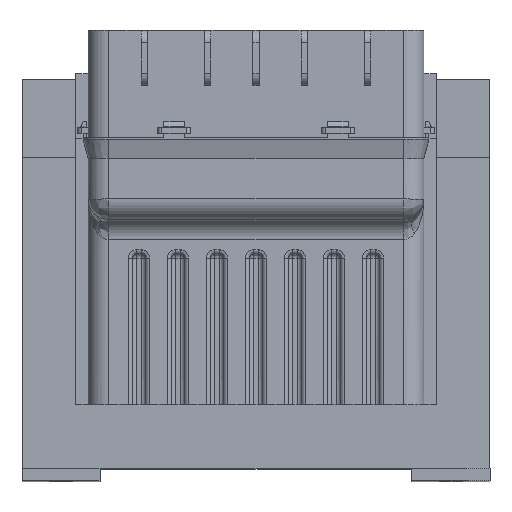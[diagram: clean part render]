
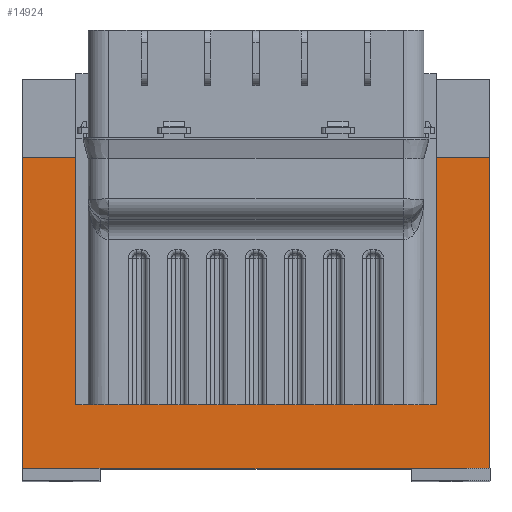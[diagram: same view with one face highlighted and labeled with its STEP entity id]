
A CAD part, top view. The second image highlights one B-rep face of the part: STEP entity #14924.
In plain terms, the highlighted planar face has unit normal (0, 0, 1).
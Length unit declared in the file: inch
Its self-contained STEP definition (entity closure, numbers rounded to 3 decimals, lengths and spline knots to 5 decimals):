
#498 = VERTEX_POINT ( 'NONE', #20059 ) ;
#1290 = ORIENTED_EDGE ( 'NONE', *, *, #20399, .F. ) ;
#1459 = DIRECTION ( 'NONE',  ( 0., 0., -1. ) ) ;
#1797 = VECTOR ( 'NONE', #2284, 39.37008 ) ;
#2284 = DIRECTION ( 'NONE',  ( 0., -1., 0. ) ) ;
#2329 = LINE ( 'NONE', #2685, #10306 ) ;
#2469 = VERTEX_POINT ( 'NONE', #13964 ) ;
#2685 = CARTESIAN_POINT ( 'NONE',  ( 2.24409, -0.74803, 0.7874 ) ) ;
#2760 = CARTESIAN_POINT ( 'NONE',  ( 2.24409, -3.74016, 0.7874 ) ) ;
#2830 = AXIS2_PLACEMENT_3D ( 'NONE', #20594, #1459, #12607 ) ;
#4526 = DIRECTION ( 'NONE',  ( 1., 0., 0. ) ) ;
#6305 = LINE ( 'NONE', #20636, #11078 ) ;
#9561 = LINE ( 'NONE', #16503, #12823 ) ;
#9686 = CARTESIAN_POINT ( 'NONE',  ( -2.24409, -3.74016, 0.7874 ) ) ;
#10306 = VECTOR ( 'NONE', #13917, 39.37008 ) ;
#11078 = VECTOR ( 'NONE', #4526, 39.37008 ) ;
#11735 = DIRECTION ( 'NONE',  ( 0., -1., 0. ) ) ;
#12506 = EDGE_CURVE ( 'NONE', #17871, #15308, #6305, .T. ) ;
#12607 = DIRECTION ( 'NONE',  ( -1., 0., 0. ) ) ;
#12823 = VECTOR ( 'NONE', #11735, 39.37008 ) ;
#13917 = DIRECTION ( 'NONE',  ( 1., 0., 0. ) ) ;
#13964 = CARTESIAN_POINT ( 'NONE',  ( -2.24409, -0.74803, 0.7874 ) ) ;
#14652 = EDGE_LOOP ( 'NONE', ( #20042, #1290, #16468, #18108 ) ) ;
#14924 = ADVANCED_FACE ( 'NONE', ( #18511 ), #18848, .F. ) ;
#15308 = VERTEX_POINT ( 'NONE', #2760 ) ;
#16468 = ORIENTED_EDGE ( 'NONE', *, *, #19515, .F. ) ;
#16503 = CARTESIAN_POINT ( 'NONE',  ( -2.24409, -0.74803, 0.7874 ) ) ;
#17871 = VERTEX_POINT ( 'NONE', #9686 ) ;
#18108 = ORIENTED_EDGE ( 'NONE', *, *, #19339, .T. ) ;
#18511 = FACE_OUTER_BOUND ( 'NONE', #14652, .T. ) ;
#18798 = LINE ( 'NONE', #19830, #1797 ) ;
#18848 = PLANE ( 'NONE',  #2830 ) ;
#19339 = EDGE_CURVE ( 'NONE', #2469, #17871, #9561, .T. ) ;
#19515 = EDGE_CURVE ( 'NONE', #2469, #498, #2329, .T. ) ;
#19830 = CARTESIAN_POINT ( 'NONE',  ( 2.24409, -0.74803, 0.7874 ) ) ;
#20042 = ORIENTED_EDGE ( 'NONE', *, *, #12506, .T. ) ;
#20059 = CARTESIAN_POINT ( 'NONE',  ( 2.24409, -0.74803, 0.7874 ) ) ;
#20399 = EDGE_CURVE ( 'NONE', #498, #15308, #18798, .T. ) ;
#20594 = CARTESIAN_POINT ( 'NONE',  ( 2.24409, -0.74803, 0.7874 ) ) ;
#20636 = CARTESIAN_POINT ( 'NONE',  ( 2.24409, -3.74016, 0.7874 ) ) ;
